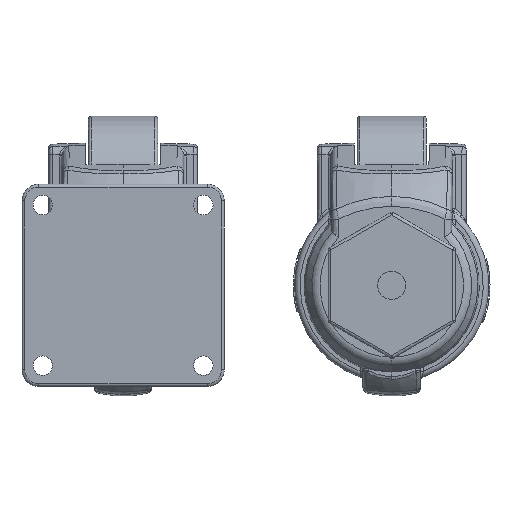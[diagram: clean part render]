
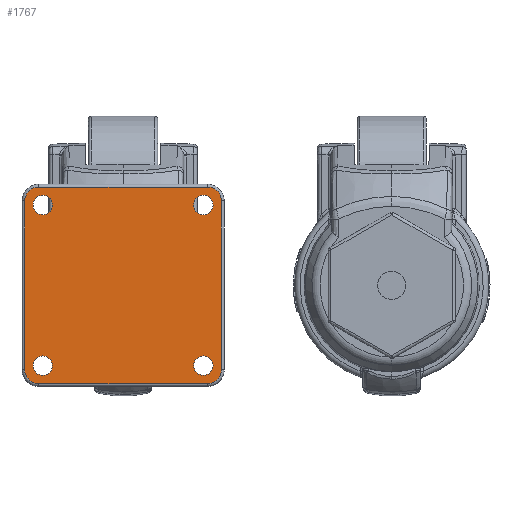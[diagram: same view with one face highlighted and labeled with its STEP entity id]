
A CAD part, front view. The second image highlights one B-rep face of the part: STEP entity #1767.
In plain terms, the highlighted planar face has unit normal (0, -1, 0).
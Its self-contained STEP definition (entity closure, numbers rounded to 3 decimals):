
#397=PLANE('',#13226);
#1767=ADVANCED_FACE('',(#4146,#4147,#4148,#4149,#4150),#397,.T.);
#2621=LINE('',#23187,#3195);
#2622=LINE('',#23192,#3196);
#2623=LINE('',#23196,#3197);
#2624=LINE('',#23200,#3198);
#3195=VECTOR('',#14789,1.);
#3196=VECTOR('',#14792,1.);
#3197=VECTOR('',#14795,1.);
#3198=VECTOR('',#14798,1.);
#3753=CIRCLE('',#13218,5.);
#3754=CIRCLE('',#13219,5.);
#3755=CIRCLE('',#13220,5.);
#3756=CIRCLE('',#13221,5.);
#3757=CIRCLE('',#13222,3.5);
#3758=CIRCLE('',#13223,3.5);
#3759=CIRCLE('',#13224,3.5);
#3760=CIRCLE('',#13225,3.5);
#4146=FACE_BOUND('',#4568,.T.);
#4147=FACE_BOUND('',#4569,.T.);
#4148=FACE_BOUND('',#4570,.T.);
#4149=FACE_BOUND('',#4571,.T.);
#4150=FACE_BOUND('',#4572,.T.);
#4568=EDGE_LOOP('',(#6604,#6605,#6606,#6607,#6608,#6609,#6610,#6611));
#4569=EDGE_LOOP('',(#6612));
#4570=EDGE_LOOP('',(#6613));
#4571=EDGE_LOOP('',(#6614));
#4572=EDGE_LOOP('',(#6615));
#6604=ORIENTED_EDGE('',*,*,#10798,.T.);
#6605=ORIENTED_EDGE('',*,*,#10799,.T.);
#6606=ORIENTED_EDGE('',*,*,#10800,.T.);
#6607=ORIENTED_EDGE('',*,*,#10801,.T.);
#6608=ORIENTED_EDGE('',*,*,#10802,.T.);
#6609=ORIENTED_EDGE('',*,*,#10803,.T.);
#6610=ORIENTED_EDGE('',*,*,#10804,.T.);
#6611=ORIENTED_EDGE('',*,*,#10805,.T.);
#6612=ORIENTED_EDGE('',*,*,#10806,.F.);
#6613=ORIENTED_EDGE('',*,*,#10807,.F.);
#6614=ORIENTED_EDGE('',*,*,#10808,.F.);
#6615=ORIENTED_EDGE('',*,*,#10809,.F.);
#9345=VERTEX_POINT('',#23188);
#9346=VERTEX_POINT('',#23189);
#9347=VERTEX_POINT('',#23191);
#9348=VERTEX_POINT('',#23193);
#9349=VERTEX_POINT('',#23195);
#9350=VERTEX_POINT('',#23197);
#9351=VERTEX_POINT('',#23199);
#9352=VERTEX_POINT('',#23201);
#9353=VERTEX_POINT('',#23204);
#9354=VERTEX_POINT('',#23206);
#9355=VERTEX_POINT('',#23208);
#9356=VERTEX_POINT('',#23210);
#10798=EDGE_CURVE('',#9345,#9346,#2621,.T.);
#10799=EDGE_CURVE('',#9346,#9347,#3753,.T.);
#10800=EDGE_CURVE('',#9347,#9348,#2622,.T.);
#10801=EDGE_CURVE('',#9348,#9349,#3754,.T.);
#10802=EDGE_CURVE('',#9349,#9350,#2623,.T.);
#10803=EDGE_CURVE('',#9350,#9351,#3755,.T.);
#10804=EDGE_CURVE('',#9351,#9352,#2624,.T.);
#10805=EDGE_CURVE('',#9352,#9345,#3756,.T.);
#10806=EDGE_CURVE('',#9353,#9353,#3757,.T.);
#10807=EDGE_CURVE('',#9354,#9354,#3758,.T.);
#10808=EDGE_CURVE('',#9355,#9355,#3759,.T.);
#10809=EDGE_CURVE('',#9356,#9356,#3760,.T.);
#13218=AXIS2_PLACEMENT_3D('',#23190,#14790,#14791);
#13219=AXIS2_PLACEMENT_3D('',#23194,#14793,#14794);
#13220=AXIS2_PLACEMENT_3D('',#23198,#14796,#14797);
#13221=AXIS2_PLACEMENT_3D('',#23202,#14799,#14800);
#13222=AXIS2_PLACEMENT_3D('',#23203,#14801,#14802);
#13223=AXIS2_PLACEMENT_3D('',#23205,#14803,#14804);
#13224=AXIS2_PLACEMENT_3D('',#23207,#14805,#14806);
#13225=AXIS2_PLACEMENT_3D('',#23209,#14807,#14808);
#13226=AXIS2_PLACEMENT_3D('',#23211,#14809,#14810);
#14789=DIRECTION('',(0.,0.,1.));
#14790=DIRECTION('',(0.,-1.,0.));
#14791=DIRECTION('',(0.,0.,-1.));
#14792=DIRECTION('',(-1.,0.,0.));
#14793=DIRECTION('',(0.,-1.,0.));
#14794=DIRECTION('',(0.,0.,-1.));
#14795=DIRECTION('',(0.,0.,-1.));
#14796=DIRECTION('',(0.,-1.,0.));
#14797=DIRECTION('',(0.,0.,-1.));
#14798=DIRECTION('',(1.,0.,0.));
#14799=DIRECTION('',(0.,-1.,0.));
#14800=DIRECTION('',(0.,0.,-1.));
#14801=DIRECTION('',(0.,-1.,0.));
#14802=DIRECTION('',(0.,0.,-1.));
#14803=DIRECTION('',(0.,-1.,0.));
#14804=DIRECTION('',(0.,0.,-1.));
#14805=DIRECTION('',(0.,-1.,0.));
#14806=DIRECTION('',(0.,0.,-1.));
#14807=DIRECTION('',(0.,-1.,0.));
#14808=DIRECTION('',(0.,0.,-1.));
#14809=DIRECTION('',(0.,-1.,0.));
#14810=DIRECTION('',(0.,0.,-1.));
#23187=CARTESIAN_POINT('',(34.755,-58.654,-116.102));
#23188=CARTESIAN_POINT('',(34.755,-58.654,-96.432));
#23189=CARTESIAN_POINT('',(34.755,-58.654,-35.432));
#23190=CARTESIAN_POINT('',(29.755,-58.654,-35.432));
#23191=CARTESIAN_POINT('',(29.755,-58.654,-30.432));
#23192=CARTESIAN_POINT('',(-27.121,-58.654,-30.432));
#23193=CARTESIAN_POINT('',(-31.245,-58.654,-30.432));
#23194=CARTESIAN_POINT('',(-31.245,-58.654,-35.432));
#23195=CARTESIAN_POINT('',(-36.245,-58.654,-35.432));
#23196=CARTESIAN_POINT('',(-36.245,-58.654,-116.102));
#23197=CARTESIAN_POINT('',(-36.245,-58.654,-96.432));
#23198=CARTESIAN_POINT('',(-31.245,-58.654,-96.432));
#23199=CARTESIAN_POINT('',(-31.245,-58.654,-101.432));
#23200=CARTESIAN_POINT('',(29.755,-58.654,-101.432));
#23201=CARTESIAN_POINT('',(29.755,-58.654,-101.432));
#23202=CARTESIAN_POINT('',(29.755,-58.654,-96.432));
#23203=CARTESIAN_POINT('',(28.255,-58.654,-36.932));
#23204=CARTESIAN_POINT('',(28.255,-58.654,-40.432));
#23205=CARTESIAN_POINT('',(28.255,-58.654,-94.932));
#23206=CARTESIAN_POINT('',(28.255,-58.654,-98.432));
#23207=CARTESIAN_POINT('',(-29.745,-58.654,-36.932));
#23208=CARTESIAN_POINT('',(-29.745,-58.654,-40.432));
#23209=CARTESIAN_POINT('',(-29.745,-58.654,-94.932));
#23210=CARTESIAN_POINT('',(-29.745,-58.654,-98.432));
#23211=CARTESIAN_POINT('',(-27.121,-58.654,-116.102));
